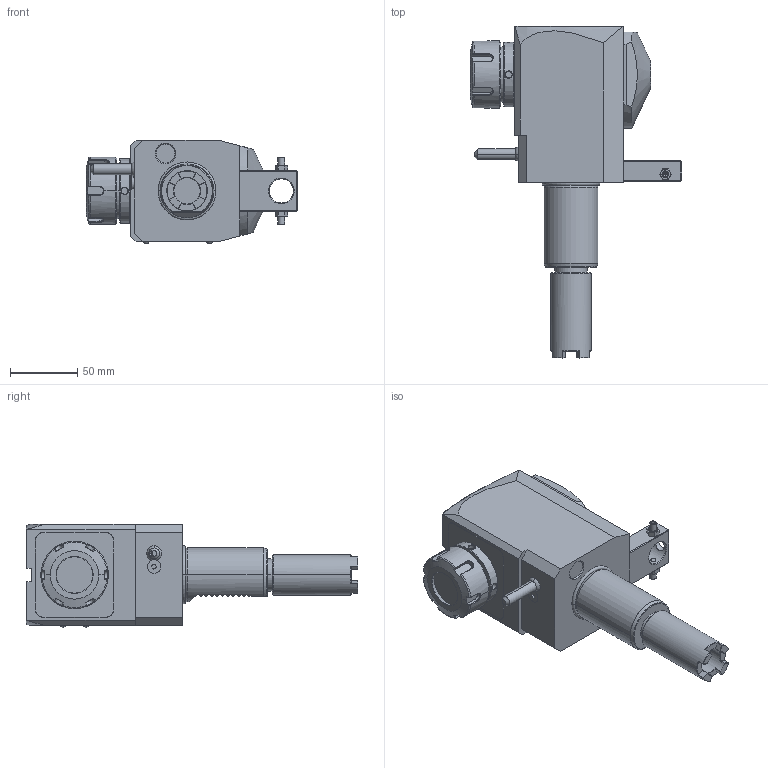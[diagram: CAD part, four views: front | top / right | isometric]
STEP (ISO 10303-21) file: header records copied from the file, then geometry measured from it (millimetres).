
FILE_DESCRIPTION((''),'2;1');
FILE_NAME('NGT1_40_251_32_1_2_80C','2017-03-10T',('vali'),('NOVA GRUP'),'PRO/ENGINEER BY PARAMETRIC TECHNOLOGY CORPORATION, 2010280','PRO/ENGINEER BY PARAMETRIC TECHNOLOGY CORPORATION, 2010280','');
FILE_SCHEMA(('CONFIG_CONTROL_DESIGN'));
Length unit declared in the file: millimetre
Products named in the file (1): NGT1_40_251_32_1_2_80C
Bounding box: 156.6 x 246.25 x 76.6 mm (x, y, z)
Volume: 924189.4 mm3; surface area: 79055.5 mm2
Topology: 1 solids, 1 shells, 461 faces, 1171 edges, 724 vertices
Faces by surface type: plane 226, cylinder 92, cone 81, bspline 42, torus 12, sphere 6, extrusion 2
Entity records: 19445 total; most frequent: CARTESIAN_POINT 9061, ORIENTED_EDGE 2310, DIRECTION 1863, EDGE_CURVE 1155, VERTEX_POINT 724, AXIS2_PLACEMENT_3D 642, VECTOR 579, LINE 577
